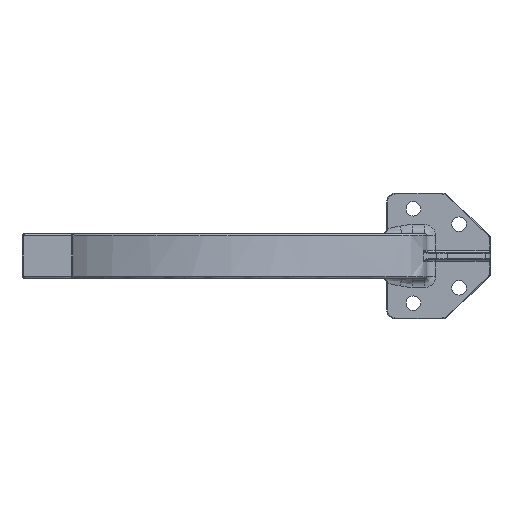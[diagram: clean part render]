
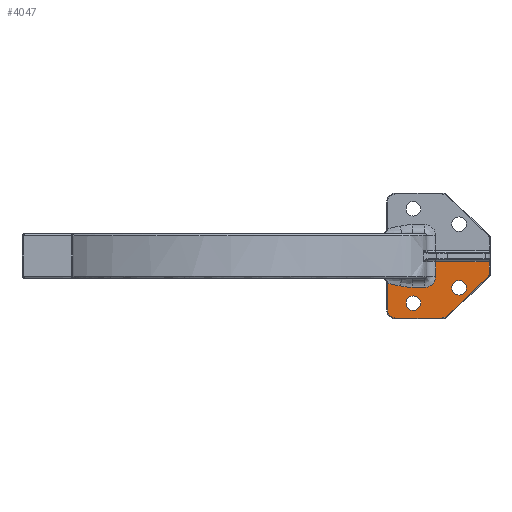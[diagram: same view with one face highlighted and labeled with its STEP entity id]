
A CAD part, front view. The second image highlights one B-rep face of the part: STEP entity #4047.
In plain terms, the highlighted planar face has unit normal (0, -1, 0).
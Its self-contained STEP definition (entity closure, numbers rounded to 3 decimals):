
#119=ELLIPSE('',#4341,10.171,2.2);
#242=FACE_BOUND('',#527,.T.);
#243=FACE_BOUND('',#528,.T.);
#258=FACE_OUTER_BOUND('',#526,.T.);
#526=EDGE_LOOP('',(#2742,#2743,#2744,#2745,#2746,#2747,#2748,#2749,#2750,
#2751,#2752,#2753,#2754));
#527=EDGE_LOOP('',(#2755));
#528=EDGE_LOOP('',(#2756));
#805=B_SPLINE_CURVE_WITH_KNOTS('',3,(#6226,#6227,#6228,#6229,#6230,#6231,
#6232,#6233,#6234,#6235,#6236,#6237,#6238,#6239,#6240,#6241,#6242,#6243,
#6244,#6245,#6246,#6247,#6248,#6249,#6250,#6251,#6252,#6253),
 .UNSPECIFIED.,.F.,.F.,(4,3,3,3,3,3,3,3,3,4),(0.,0.,0.001,
0.001,0.001,0.002,0.002,
0.003,0.003,0.004),
 .UNSPECIFIED.);
#806=B_SPLINE_CURVE_WITH_KNOTS('',3,(#6257,#6258,#6259,#6260,#6261,#6262,
#6263,#6264,#6265,#6266,#6267,#6268,#6269),.UNSPECIFIED.,.F.,.F.,(4,3,3,
3,4),(0.,0.001,0.001,0.002,0.003),
 .UNSPECIFIED.);
#910=CIRCLE('',#4340,0.3);
#911=CIRCLE('',#4342,1.8);
#912=CIRCLE('',#4343,1.8);
#913=CIRCLE('',#4344,1.62);
#914=CIRCLE('',#4345,1.62);
#1182=LINE('',#6220,#1442);
#1183=LINE('',#6222,#1443);
#1184=LINE('',#6224,#1444);
#1185=LINE('',#6255,#1445);
#1186=LINE('',#6273,#1446);
#1187=LINE('',#6277,#1447);
#1188=LINE('',#6280,#1448);
#1442=VECTOR('',#4870,2.985);
#1443=VECTOR('',#4871,11.88);
#1444=VECTOR('',#4872,3.2);
#1445=VECTOR('',#4873,2.751);
#1446=VECTOR('',#4876,5.987);
#1447=VECTOR('',#4879,10.201);
#1448=VECTOR('',#4882,12.78);
#1718=VERTEX_POINT('',#6216);
#1719=VERTEX_POINT('',#6217);
#1720=VERTEX_POINT('',#6219);
#1721=VERTEX_POINT('',#6221);
#1722=VERTEX_POINT('',#6223);
#1723=VERTEX_POINT('',#6225);
#1724=VERTEX_POINT('',#6254);
#1725=VERTEX_POINT('',#6256);
#1726=VERTEX_POINT('',#6270);
#1727=VERTEX_POINT('',#6272);
#1728=VERTEX_POINT('',#6274);
#1729=VERTEX_POINT('',#6276);
#1730=VERTEX_POINT('',#6278);
#1731=VERTEX_POINT('',#6281);
#1732=VERTEX_POINT('',#6283);
#2101=EDGE_CURVE('',#1718,#1719,#910,.T.);
#2102=EDGE_CURVE('',#1719,#1720,#1182,.T.);
#2103=EDGE_CURVE('',#1720,#1721,#1183,.T.);
#2104=EDGE_CURVE('',#1721,#1722,#1184,.T.);
#2105=EDGE_CURVE('',#1722,#1723,#805,.T.);
#2106=EDGE_CURVE('',#1723,#1724,#1185,.F.);
#2107=EDGE_CURVE('',#1724,#1725,#806,.T.);
#2108=EDGE_CURVE('',#1725,#1726,#119,.F.);
#2109=EDGE_CURVE('',#1726,#1727,#1186,.F.);
#2110=EDGE_CURVE('',#1727,#1728,#911,.T.);
#2111=EDGE_CURVE('',#1728,#1729,#1187,.F.);
#2112=EDGE_CURVE('',#1729,#1730,#912,.T.);
#2113=EDGE_CURVE('',#1730,#1718,#1188,.F.);
#2114=EDGE_CURVE('',#1731,#1731,#913,.T.);
#2115=EDGE_CURVE('',#1732,#1732,#914,.T.);
#2742=ORIENTED_EDGE('',*,*,#2101,.T.);
#2743=ORIENTED_EDGE('',*,*,#2102,.T.);
#2744=ORIENTED_EDGE('',*,*,#2103,.T.);
#2745=ORIENTED_EDGE('',*,*,#2104,.T.);
#2746=ORIENTED_EDGE('',*,*,#2105,.T.);
#2747=ORIENTED_EDGE('',*,*,#2106,.T.);
#2748=ORIENTED_EDGE('',*,*,#2107,.T.);
#2749=ORIENTED_EDGE('',*,*,#2108,.T.);
#2750=ORIENTED_EDGE('',*,*,#2109,.T.);
#2751=ORIENTED_EDGE('',*,*,#2110,.T.);
#2752=ORIENTED_EDGE('',*,*,#2111,.T.);
#2753=ORIENTED_EDGE('',*,*,#2112,.T.);
#2754=ORIENTED_EDGE('',*,*,#2113,.T.);
#2755=ORIENTED_EDGE('',*,*,#2114,.F.);
#2756=ORIENTED_EDGE('',*,*,#2115,.F.);
#3992=PLANE('',#4339);
#4047=ADVANCED_FACE('',(#258,#242,#243),#3992,.T.);
#4339=AXIS2_PLACEMENT_3D('',#6215,#4866,#4867);
#4340=AXIS2_PLACEMENT_3D('',#6218,#4868,#4869);
#4341=AXIS2_PLACEMENT_3D('',#6271,#4874,#4875);
#4342=AXIS2_PLACEMENT_3D('',#6275,#4877,#4878);
#4343=AXIS2_PLACEMENT_3D('',#6279,#4880,#4881);
#4344=AXIS2_PLACEMENT_3D('',#6282,#4883,#4884);
#4345=AXIS2_PLACEMENT_3D('',#6284,#4885,#4886);
#4866=DIRECTION('center_axis',(0.,-1.,0.));
#4867=DIRECTION('ref_axis',(0.,0.,-1.));
#4868=DIRECTION('center_axis',(0.,-1.,0.));
#4869=DIRECTION('ref_axis',(0.,0.,-1.));
#4870=DIRECTION('',(0.,0.,1.));
#4871=DIRECTION('',(-1.,0.,0.));
#4872=DIRECTION('',(0.,0.,-1.));
#4873=DIRECTION('',(1.,0.,0.));
#4874=DIRECTION('center_axis',(0.,-1.,0.));
#4875=DIRECTION('ref_axis',(-1.,0.,0.));
#4876=DIRECTION('',(0.,0.,1.));
#4877=DIRECTION('center_axis',(0.,-1.,0.));
#4878=DIRECTION('ref_axis',(0.,0.,-1.));
#4879=DIRECTION('',(-1.,0.,0.));
#4880=DIRECTION('center_axis',(0.,-1.,0.));
#4881=DIRECTION('ref_axis',(0.,0.,-1.));
#4882=DIRECTION('',(-0.725,0.,-0.689));
#4883=DIRECTION('center_axis',(0.,-1.,0.));
#4884=DIRECTION('ref_axis',(0.,0.,-1.));
#4885=DIRECTION('center_axis',(0.,-1.,0.));
#4886=DIRECTION('ref_axis',(0.,0.,-1.));
#6215=CARTESIAN_POINT('Origin',(0.,139.873,0.));
#6216=CARTESIAN_POINT('',(104.917,139.873,0.497));
#6217=CARTESIAN_POINT('',(105.011,139.873,0.715));
#6218=CARTESIAN_POINT('Origin',(104.711,139.873,0.715));
#6219=CARTESIAN_POINT('',(105.011,139.873,3.7));
#6220=CARTESIAN_POINT('',(105.011,139.873,0.715));
#6221=CARTESIAN_POINT('',(93.131,139.873,3.7));
#6222=CARTESIAN_POINT('',(105.011,139.873,3.7));
#6223=CARTESIAN_POINT('',(93.131,139.873,0.5));
#6224=CARTESIAN_POINT('',(93.131,139.873,3.7));
#6225=CARTESIAN_POINT('',(90.625,139.873,-2.));
#6226=CARTESIAN_POINT('Ctrl Pts',(93.131,139.873,0.5));
#6227=CARTESIAN_POINT('Ctrl Pts',(93.131,139.873,0.335));
#6228=CARTESIAN_POINT('Ctrl Pts',(93.114,139.873,0.171));
#6229=CARTESIAN_POINT('Ctrl Pts',(93.082,139.873,0.01));
#6230=CARTESIAN_POINT('Ctrl Pts',(93.05,139.873,-0.151));
#6231=CARTESIAN_POINT('Ctrl Pts',(93.001,139.873,-0.309));
#6232=CARTESIAN_POINT('Ctrl Pts',(92.939,139.873,-0.46));
#6233=CARTESIAN_POINT('Ctrl Pts',(92.907,139.873,-0.535));
#6234=CARTESIAN_POINT('Ctrl Pts',(92.873,139.873,-0.609));
#6235=CARTESIAN_POINT('Ctrl Pts',(92.834,139.873,-0.681));
#6236=CARTESIAN_POINT('Ctrl Pts',(92.795,139.873,-0.753));
#6237=CARTESIAN_POINT('Ctrl Pts',(92.752,139.873,-0.824));
#6238=CARTESIAN_POINT('Ctrl Pts',(92.706,139.873,-0.892));
#6239=CARTESIAN_POINT('Ctrl Pts',(92.615,139.873,-1.029));
#6240=CARTESIAN_POINT('Ctrl Pts',(92.511,139.873,-1.154));
#6241=CARTESIAN_POINT('Ctrl Pts',(92.395,139.873,-1.269));
#6242=CARTESIAN_POINT('Ctrl Pts',(92.279,139.873,-1.385));
#6243=CARTESIAN_POINT('Ctrl Pts',(92.151,139.873,-1.49));
#6244=CARTESIAN_POINT('Ctrl Pts',(92.014,139.873,-1.581));
#6245=CARTESIAN_POINT('Ctrl Pts',(91.878,139.873,-1.671));
#6246=CARTESIAN_POINT('Ctrl Pts',(91.734,139.873,-1.748));
#6247=CARTESIAN_POINT('Ctrl Pts',(91.583,139.873,-1.81));
#6248=CARTESIAN_POINT('Ctrl Pts',(91.432,139.873,-1.872));
#6249=CARTESIAN_POINT('Ctrl Pts',(91.273,139.873,-1.92));
#6250=CARTESIAN_POINT('Ctrl Pts',(91.112,139.873,-1.952));
#6251=CARTESIAN_POINT('Ctrl Pts',(90.952,139.873,-1.984));
#6252=CARTESIAN_POINT('Ctrl Pts',(90.79,139.873,-2.));
#6253=CARTESIAN_POINT('Ctrl Pts',(90.625,139.873,-2.));
#6254=CARTESIAN_POINT('',(87.873,139.873,-2.));
#6255=CARTESIAN_POINT('',(87.873,139.873,-2.));
#6256=CARTESIAN_POINT('',(85.288,139.873,-1.635));
#6257=CARTESIAN_POINT('Ctrl Pts',(87.873,139.873,-2.));
#6258=CARTESIAN_POINT('Ctrl Pts',(87.591,139.873,-2.));
#6259=CARTESIAN_POINT('Ctrl Pts',(87.311,139.873,-1.976));
#6260=CARTESIAN_POINT('Ctrl Pts',(87.032,139.873,-1.939));
#6261=CARTESIAN_POINT('Ctrl Pts',(86.879,139.873,-1.918));
#6262=CARTESIAN_POINT('Ctrl Pts',(86.727,139.873,-1.894));
#6263=CARTESIAN_POINT('Ctrl Pts',(86.576,139.873,-1.867));
#6264=CARTESIAN_POINT('Ctrl Pts',(86.361,139.873,-1.829));
#6265=CARTESIAN_POINT('Ctrl Pts',(86.147,139.873,-1.787));
#6266=CARTESIAN_POINT('Ctrl Pts',(85.933,139.873,-1.746));
#6267=CARTESIAN_POINT('Ctrl Pts',(85.718,139.873,-1.705));
#6268=CARTESIAN_POINT('Ctrl Pts',(85.504,139.873,-1.666));
#6269=CARTESIAN_POINT('Ctrl Pts',(85.288,139.873,-1.635));
#6270=CARTESIAN_POINT('',(82.411,139.873,-1.013));
#6271=CARTESIAN_POINT('Origin',(90.896,139.873,0.2));
#6272=CARTESIAN_POINT('',(82.411,139.873,-7.));
#6273=CARTESIAN_POINT('',(82.411,139.873,-7.));
#6274=CARTESIAN_POINT('',(84.211,139.873,-8.8));
#6275=CARTESIAN_POINT('Origin',(84.211,139.873,-7.));
#6276=CARTESIAN_POINT('',(94.412,139.873,-8.8));
#6277=CARTESIAN_POINT('',(94.412,139.873,-8.8));
#6278=CARTESIAN_POINT('',(95.652,139.873,-8.305));
#6279=CARTESIAN_POINT('Origin',(94.412,139.873,-7.));
#6280=CARTESIAN_POINT('',(104.917,139.873,0.497));
#6281=CARTESIAN_POINT('',(88.151,139.873,-7.12));
#6282=CARTESIAN_POINT('Origin',(88.151,139.873,-5.5));
#6283=CARTESIAN_POINT('',(98.351,139.873,-3.69));
#6284=CARTESIAN_POINT('Origin',(98.351,139.873,-2.07));
